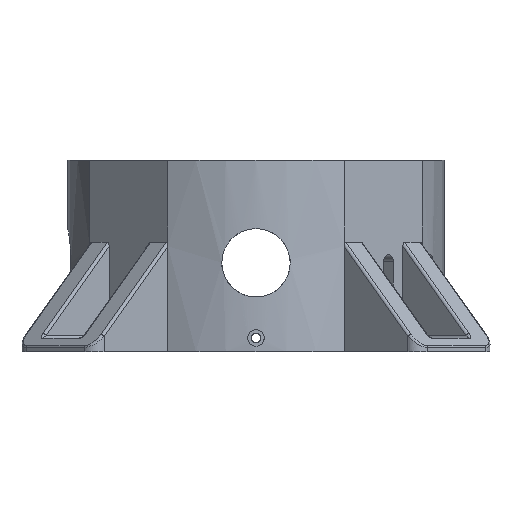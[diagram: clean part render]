
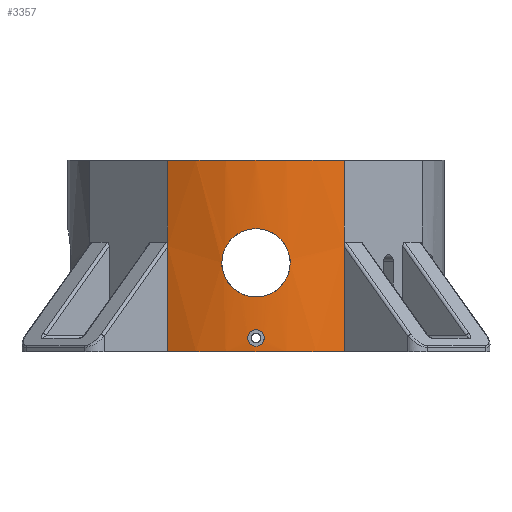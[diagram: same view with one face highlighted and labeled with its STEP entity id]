
A CAD part, front view. The second image highlights one B-rep face of the part: STEP entity #3357.
In plain terms, the highlighted cylindrical face has radius 68.827 mm (diameter 137.654 mm), a partial arc.
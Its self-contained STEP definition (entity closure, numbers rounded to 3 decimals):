
#126=B_SPLINE_CURVE_WITH_KNOTS('',3,(#6308,#6309,#6310,#6311,#6312,#6313,
#6314,#6315,#6316,#6317,#6318,#6319,#6320,#6321,#6322,#6323,#6324,#6325),
 .UNSPECIFIED.,.F.,.F.,(4,2,2,2,2,2,2,2,4),(0.452,0.565,
0.678,0.791,0.904,1.017,
1.13,1.243,1.356),.UNSPECIFIED.);
#127=B_SPLINE_CURVE_WITH_KNOTS('',3,(#6327,#6328,#6329,#6330,#6331,#6332,
#6333,#6334,#6335,#6336,#6337,#6338),.UNSPECIFIED.,.F.,.F.,(4,2,2,2,2,4),
(1.356,1.356,1.469,1.582,1.695,
1.808),.UNSPECIFIED.);
#130=B_SPLINE_CURVE_WITH_KNOTS('',3,(#6378,#6379,#6380,#6381,#6382,#6383,
#6384,#6385,#6386,#6387,#6388,#6389),.UNSPECIFIED.,.F.,.F.,(4,2,2,2,2,4),
(1.808,1.921,2.034,2.147,2.26,
2.261),.UNSPECIFIED.);
#136=B_SPLINE_CURVE_WITH_KNOTS('',3,(#6512,#6513,#6514,#6515,#6516,#6517,
#6518,#6519,#6520,#6521,#6522,#6523,#6524,#6525,#6526,#6527,#6528,#6529),
 .UNSPECIFIED.,.F.,.F.,(4,2,2,2,2,2,2,2,4),(0.,0.472,0.944,
1.416,1.888,2.36,2.832,3.304,
3.776),.UNSPECIFIED.);
#137=B_SPLINE_CURVE_WITH_KNOTS('',3,(#6530,#6531,#6532,#6533,#6534,#6535,
#6536,#6537,#6538,#6539,#6540,#6541,#6542,#6543,#6544,#6545,#6546,#6547),
 .UNSPECIFIED.,.F.,.F.,(4,2,2,2,2,2,2,2,4),(3.776,4.248,
4.72,5.192,5.664,6.136,6.608,
7.08,7.552),.UNSPECIFIED.);
#192=FACE_BOUND('',#837,.T.);
#193=FACE_BOUND('',#838,.T.);
#280=CYLINDRICAL_SURFACE('',#3736,68.827);
#331=CIRCLE('',#3473,68.827);
#419=CIRCLE('',#3703,68.827);
#605=FACE_OUTER_BOUND('',#836,.T.);
#836=EDGE_LOOP('',(#2983,#2984,#2985,#2986,#2987,#2988));
#837=EDGE_LOOP('',(#2989,#2990));
#838=EDGE_LOOP('',(#2991,#2992,#2993));
#1041=LINE('',#5807,#1288);
#1075=LINE('',#6064,#1322);
#1098=LINE('',#6508,#1345);
#1099=LINE('',#6509,#1346);
#1288=VECTOR('',#4434,10.);
#1322=VECTOR('',#4586,10.);
#1345=VECTOR('',#4689,10.);
#1346=VECTOR('',#4690,10.);
#1444=VERTEX_POINT('',#5035);
#1445=VERTEX_POINT('',#5037);
#1567=VERTEX_POINT('',#5720);
#1607=VERTEX_POINT('',#6038);
#1617=VERTEX_POINT('',#6081);
#1618=VERTEX_POINT('',#6083);
#1641=VERTEX_POINT('',#6306);
#1642=VERTEX_POINT('',#6307);
#1643=VERTEX_POINT('',#6326);
#1651=VERTEX_POINT('',#6510);
#1652=VERTEX_POINT('',#6511);
#1790=EDGE_CURVE('',#1445,#1444,#331,.T.);
#1993=EDGE_CURVE('',#1444,#1567,#1041,.T.);
#2060=EDGE_CURVE('',#1607,#1445,#1075,.T.);
#2069=EDGE_CURVE('',#1618,#1617,#419,.T.);
#2106=EDGE_CURVE('',#1641,#1642,#126,.T.);
#2107=EDGE_CURVE('',#1642,#1643,#127,.T.);
#2111=EDGE_CURVE('',#1643,#1641,#130,.T.);
#2120=EDGE_CURVE('',#1617,#1607,#1098,.T.);
#2121=EDGE_CURVE('',#1567,#1618,#1099,.T.);
#2122=EDGE_CURVE('',#1651,#1652,#136,.T.);
#2123=EDGE_CURVE('',#1652,#1651,#137,.T.);
#2983=ORIENTED_EDGE('',*,*,#2069,.T.);
#2984=ORIENTED_EDGE('',*,*,#2120,.T.);
#2985=ORIENTED_EDGE('',*,*,#2060,.T.);
#2986=ORIENTED_EDGE('',*,*,#1790,.T.);
#2987=ORIENTED_EDGE('',*,*,#1993,.T.);
#2988=ORIENTED_EDGE('',*,*,#2121,.T.);
#2989=ORIENTED_EDGE('',*,*,#2122,.T.);
#2990=ORIENTED_EDGE('',*,*,#2123,.T.);
#2991=ORIENTED_EDGE('',*,*,#2106,.F.);
#2992=ORIENTED_EDGE('',*,*,#2111,.F.);
#2993=ORIENTED_EDGE('',*,*,#2107,.F.);
#3357=ADVANCED_FACE('',(#605,#192,#193),#280,.T.);
#3473=AXIS2_PLACEMENT_3D('',#5038,#4008,#4009);
#3703=AXIS2_PLACEMENT_3D('',#6084,#4603,#4604);
#3736=AXIS2_PLACEMENT_3D('',#6507,#4687,#4688);
#4008=DIRECTION('center_axis',(0.,0.,1.));
#4009=DIRECTION('ref_axis',(1.,0.,0.));
#4434=DIRECTION('',(0.,0.,1.));
#4586=DIRECTION('',(0.,0.,-1.));
#4603=DIRECTION('center_axis',(0.,0.,-1.));
#4604=DIRECTION('ref_axis',(1.,0.,0.));
#4687=DIRECTION('center_axis',(0.,0.,1.));
#4688=DIRECTION('ref_axis',(1.,0.,0.));
#4689=DIRECTION('',(0.,0.,-1.));
#4690=DIRECTION('',(0.,0.,1.));
#5035=CARTESIAN_POINT('',(32.241,-60.808,0.));
#5037=CARTESIAN_POINT('',(-32.241,-60.808,0.));
#5038=CARTESIAN_POINT('Origin',(0.,0.,
0.));
#5720=CARTESIAN_POINT('',(32.241,-60.808,38.586));
#5807=CARTESIAN_POINT('',(32.241,-60.808,36.5));
#6038=CARTESIAN_POINT('',(-32.241,-60.808,38.586));
#6064=CARTESIAN_POINT('',(-32.241,-60.808,36.5));
#6081=CARTESIAN_POINT('',(-32.241,-60.808,70.));
#6083=CARTESIAN_POINT('',(32.241,-60.808,70.));
#6084=CARTESIAN_POINT('Origin',(0.,0.,70.));
#6306=CARTESIAN_POINT('',(0.,-68.827,2.));
#6307=CARTESIAN_POINT('',(0.,-68.827,8.));
#6308=CARTESIAN_POINT('Ctrl Pts',(0.,-68.827,
2.));
#6309=CARTESIAN_POINT('Ctrl Pts',(0.376,-68.827,2.));
#6310=CARTESIAN_POINT('Ctrl Pts',(0.776,-68.824,2.076));
#6311=CARTESIAN_POINT('Ctrl Pts',(1.514,-68.811,2.381));
#6312=CARTESIAN_POINT('Ctrl Pts',(1.852,-68.803,2.612));
#6313=CARTESIAN_POINT('Ctrl Pts',(2.384,-68.786,3.145));
#6314=CARTESIAN_POINT('Ctrl Pts',(2.615,-68.777,3.482));
#6315=CARTESIAN_POINT('Ctrl Pts',(2.921,-68.765,4.221));
#6316=CARTESIAN_POINT('Ctrl Pts',(2.997,-68.762,4.623));
#6317=CARTESIAN_POINT('Ctrl Pts',(2.997,-68.762,5.377));
#6318=CARTESIAN_POINT('Ctrl Pts',(2.921,-68.765,5.779));
#6319=CARTESIAN_POINT('Ctrl Pts',(2.615,-68.777,6.518));
#6320=CARTESIAN_POINT('Ctrl Pts',(2.384,-68.786,6.855));
#6321=CARTESIAN_POINT('Ctrl Pts',(1.852,-68.803,7.388));
#6322=CARTESIAN_POINT('Ctrl Pts',(1.514,-68.811,7.619));
#6323=CARTESIAN_POINT('Ctrl Pts',(0.776,-68.824,7.924));
#6324=CARTESIAN_POINT('Ctrl Pts',(0.376,-68.827,8.));
#6325=CARTESIAN_POINT('Ctrl Pts',(0.,-68.827,
8.));
#6326=CARTESIAN_POINT('',(-3.003,-68.761,5.));
#6327=CARTESIAN_POINT('Ctrl Pts',(0.,-68.827,
8.));
#6328=CARTESIAN_POINT('Ctrl Pts',(-0.001,-68.827,
8.));
#6329=CARTESIAN_POINT('Ctrl Pts',(-0.002,-68.827,
8.));
#6330=CARTESIAN_POINT('Ctrl Pts',(-0.38,-68.827,
8.));
#6331=CARTESIAN_POINT('Ctrl Pts',(-0.782,-68.824,
7.925));
#6332=CARTESIAN_POINT('Ctrl Pts',(-1.521,-68.811,7.619));
#6333=CARTESIAN_POINT('Ctrl Pts',(-1.858,-68.802,7.388));
#6334=CARTESIAN_POINT('Ctrl Pts',(-2.391,-68.786,6.855));
#6335=CARTESIAN_POINT('Ctrl Pts',(-2.622,-68.777,6.518));
#6336=CARTESIAN_POINT('Ctrl Pts',(-2.928,-68.765,5.779));
#6337=CARTESIAN_POINT('Ctrl Pts',(-3.003,-68.761,5.377));
#6338=CARTESIAN_POINT('Ctrl Pts',(-3.003,-68.761,5.));
#6378=CARTESIAN_POINT('Ctrl Pts',(-3.003,-68.761,5.));
#6379=CARTESIAN_POINT('Ctrl Pts',(-3.003,-68.761,4.623));
#6380=CARTESIAN_POINT('Ctrl Pts',(-2.928,-68.765,4.221));
#6381=CARTESIAN_POINT('Ctrl Pts',(-2.622,-68.777,3.482));
#6382=CARTESIAN_POINT('Ctrl Pts',(-2.391,-68.786,3.145));
#6383=CARTESIAN_POINT('Ctrl Pts',(-1.858,-68.802,2.612));
#6384=CARTESIAN_POINT('Ctrl Pts',(-1.521,-68.811,2.381));
#6385=CARTESIAN_POINT('Ctrl Pts',(-0.782,-68.824,
2.075));
#6386=CARTESIAN_POINT('Ctrl Pts',(-0.38,-68.827,2.));
#6387=CARTESIAN_POINT('Ctrl Pts',(-0.002,-68.827,
2.));
#6388=CARTESIAN_POINT('Ctrl Pts',(-0.001,-68.827,
2.));
#6389=CARTESIAN_POINT('Ctrl Pts',(0.,-68.827,
2.));
#6507=CARTESIAN_POINT('Origin',(0.,0.,36.5));
#6508=CARTESIAN_POINT('',(-32.241,-60.808,36.5));
#6509=CARTESIAN_POINT('',(32.241,-60.808,36.5));
#6510=CARTESIAN_POINT('',(12.5,-67.682,32.5));
#6511=CARTESIAN_POINT('',(-12.5,-67.682,32.5));
#6512=CARTESIAN_POINT('Ctrl Pts',(12.5,-67.682,32.5));
#6513=CARTESIAN_POINT('Ctrl Pts',(12.5,-67.682,30.927));
#6514=CARTESIAN_POINT('Ctrl Pts',(12.185,-67.743,29.251));
#6515=CARTESIAN_POINT('Ctrl Pts',(10.908,-67.96,26.172));
#6516=CARTESIAN_POINT('Ctrl Pts',(9.947,-68.114,24.769));
#6517=CARTESIAN_POINT('Ctrl Pts',(7.731,-68.401,22.553));
#6518=CARTESIAN_POINT('Ctrl Pts',(6.328,-68.553,21.592));
#6519=CARTESIAN_POINT('Ctrl Pts',(3.249,-68.768,20.315));
#6520=CARTESIAN_POINT('Ctrl Pts',(1.573,-68.827,20.));
#6521=CARTESIAN_POINT('Ctrl Pts',(-1.573,-68.827,20.));
#6522=CARTESIAN_POINT('Ctrl Pts',(-3.249,-68.768,20.315));
#6523=CARTESIAN_POINT('Ctrl Pts',(-6.328,-68.553,21.592));
#6524=CARTESIAN_POINT('Ctrl Pts',(-7.731,-68.401,22.553));
#6525=CARTESIAN_POINT('Ctrl Pts',(-9.947,-68.114,24.769));
#6526=CARTESIAN_POINT('Ctrl Pts',(-10.908,-67.96,26.172));
#6527=CARTESIAN_POINT('Ctrl Pts',(-12.185,-67.743,29.251));
#6528=CARTESIAN_POINT('Ctrl Pts',(-12.5,-67.682,30.927));
#6529=CARTESIAN_POINT('Ctrl Pts',(-12.5,-67.682,32.5));
#6530=CARTESIAN_POINT('Ctrl Pts',(-12.5,-67.682,32.5));
#6531=CARTESIAN_POINT('Ctrl Pts',(-12.5,-67.682,34.073));
#6532=CARTESIAN_POINT('Ctrl Pts',(-12.185,-67.743,35.749));
#6533=CARTESIAN_POINT('Ctrl Pts',(-10.908,-67.96,38.828));
#6534=CARTESIAN_POINT('Ctrl Pts',(-9.947,-68.114,40.231));
#6535=CARTESIAN_POINT('Ctrl Pts',(-7.731,-68.401,42.447));
#6536=CARTESIAN_POINT('Ctrl Pts',(-6.328,-68.553,43.408));
#6537=CARTESIAN_POINT('Ctrl Pts',(-3.249,-68.768,44.685));
#6538=CARTESIAN_POINT('Ctrl Pts',(-1.573,-68.827,45.));
#6539=CARTESIAN_POINT('Ctrl Pts',(1.573,-68.827,45.));
#6540=CARTESIAN_POINT('Ctrl Pts',(3.249,-68.768,44.685));
#6541=CARTESIAN_POINT('Ctrl Pts',(6.328,-68.553,43.408));
#6542=CARTESIAN_POINT('Ctrl Pts',(7.731,-68.401,42.447));
#6543=CARTESIAN_POINT('Ctrl Pts',(9.947,-68.114,40.231));
#6544=CARTESIAN_POINT('Ctrl Pts',(10.908,-67.96,38.828));
#6545=CARTESIAN_POINT('Ctrl Pts',(12.185,-67.743,35.749));
#6546=CARTESIAN_POINT('Ctrl Pts',(12.5,-67.682,34.073));
#6547=CARTESIAN_POINT('Ctrl Pts',(12.5,-67.682,32.5));
